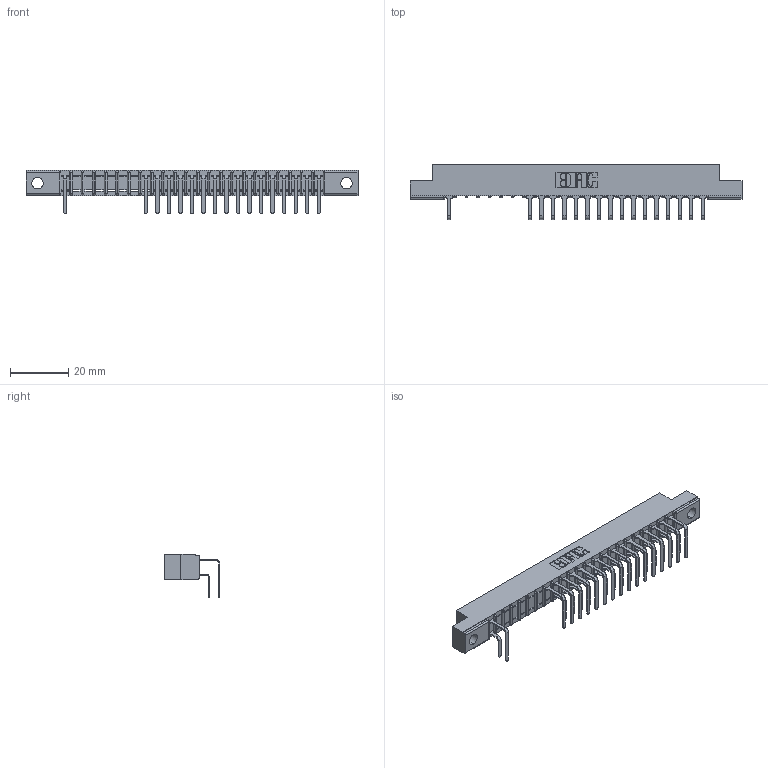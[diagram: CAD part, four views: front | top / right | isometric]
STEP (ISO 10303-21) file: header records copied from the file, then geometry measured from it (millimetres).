
FILE_DESCRIPTION (( 'STEP AP203' ), '1' );
FILE_NAME ('307-046-558-204.STEP', '2018-08-06T03:19:37', ( '' ), ( '' ), 'SwSTEP 2.0', 'SolidWorks 2016', '' );
FILE_SCHEMA (( 'CONFIG_CONTROL_DESIGN' ));
Length unit declared in the file: inch
Products named in the file (4): 307 Part_.156 Dia Mounting Holes; 307-290-001_558 559 - 1 (Single); 307-290-001_558 - 2 (Single); 307-046-558-204
Assembly tree (34 placements, depth 2):
  307-046-558-204
    307 Part_.156 Dia Mounting Holes
    307-290-001_558 559 - 1 (Single)  x16
    307-290-001_558 - 2 (Single)  x17
Bounding box: 114.15 x 18.96 x 14.81 mm (x, y, z)
Volume: 7340.1 mm3; surface area: 12744.5 mm2
Topology: 34 solids, 34 shells, 1936 faces, 5461 edges, 3530 vertices
Faces by surface type: plane 1251, cylinder 637, sphere 48
Entity records: 24245 total; most frequent: CARTESIAN_POINT 4034, ORIENTED_EDGE 4006, DIRECTION 3937, EDGE_CURVE 2003, VECTOR 1535, LINE 1535, VERTEX_POINT 1298, AXIS2_PLACEMENT_3D 1201
